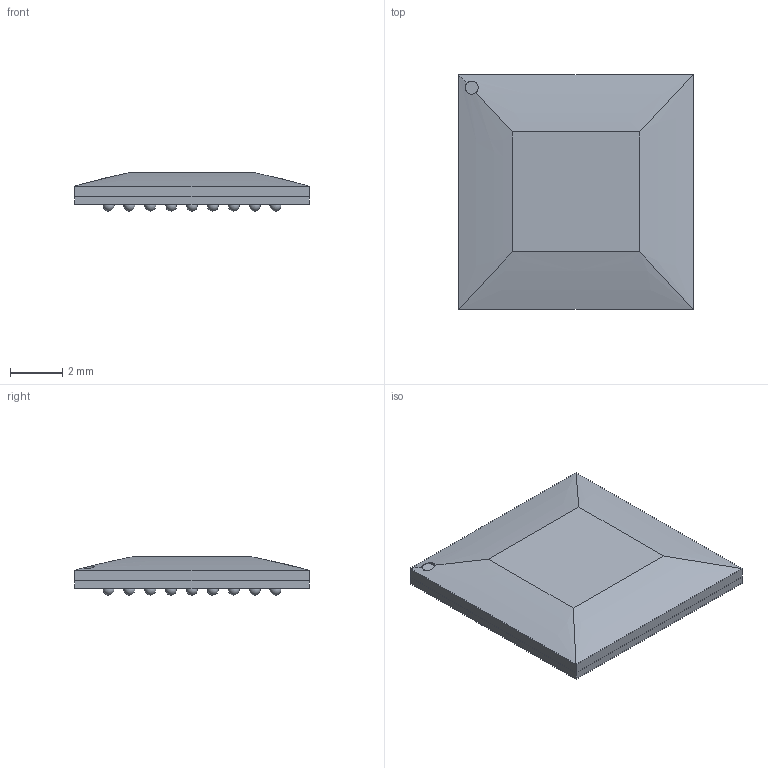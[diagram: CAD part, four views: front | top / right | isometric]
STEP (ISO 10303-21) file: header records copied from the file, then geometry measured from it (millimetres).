
FILE_DESCRIPTION(/* description */ (''),/* implementation_level */ '2;1');
FILE_NAME(/* name */ '1.stp',/* time_stamp */ '2024-07-23T15:46:01+05:30',/* author */ ('sivamani'),/* organization */ (''),/* preprocessor_version */ 'ST-DEVELOPER v19.2',/* originating_system */ 'AutoCAD Mechanical',/* authorisation */ '');
FILE_SCHEMA (('AUTOMOTIVE_DESIGN { 1 0 10303 214 3 1 1 }'));
Length unit declared in the file: millimetre
Products named in the file (1): Product
Bounding box: 9 x 9 x 1.47 mm (x, y, z)
Volume: 84.2 mm3; surface area: 623.2 mm2
Topology: 84 solids, 84 shells, 296 faces, 568 edges, 376 vertices
Faces by surface type: plane 203, sphere 65, bspline 22, cylinder 6
Full cylindrical faces by diameter (mm): 0.08 x1, 0.164 x1, 0.5 x2
Entity records: 7536 total; most frequent: CARTESIAN_POINT 1741, DIRECTION 1152, ORIENTED_EDGE 1006, EDGE_CURVE 503, AXIS2_PLACEMENT_3D 417, VERTEX_POINT 376, LINE 318, VECTOR 318
